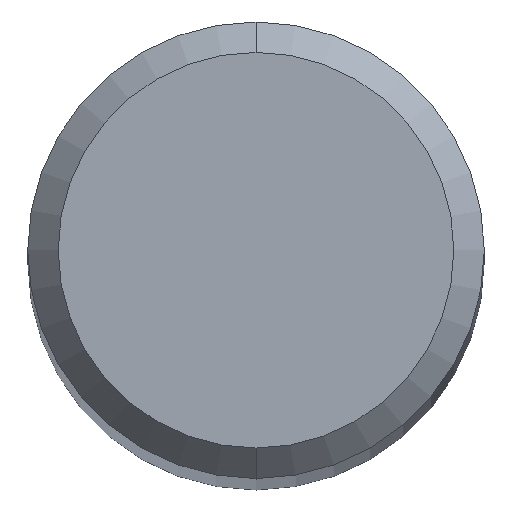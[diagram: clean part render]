
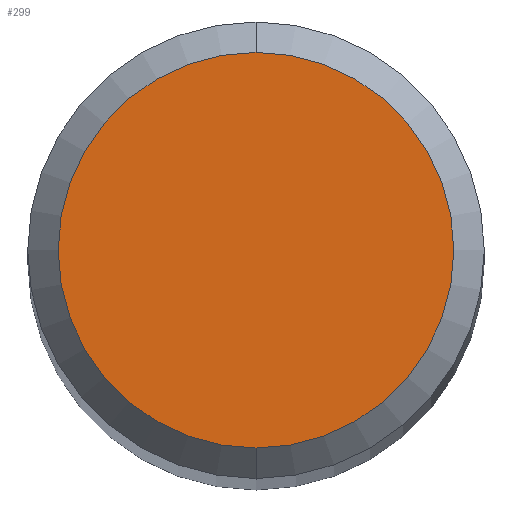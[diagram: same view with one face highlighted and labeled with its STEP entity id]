
A CAD part, top view. The second image highlights one B-rep face of the part: STEP entity #299.
In plain terms, the highlighted planar face has unit normal (0, 0, 1).
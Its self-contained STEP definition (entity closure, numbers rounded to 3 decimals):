
#299=ADVANCED_FACE('',(#850),#851,.T.);
#309=VERTEX_POINT('',#861);
#545=EDGE_CURVE('',#671,#309,#1120,.T.);
#571=EDGE_CURVE('',#309,#671,#1147,.T.);
#671=VERTEX_POINT('',#1256);
#850=FACE_OUTER_BOUND('',#1442,.T.);
#851=PLANE('',#1443);
#861=CARTESIAN_POINT('',(0.,-2.6,0.0));
#1120=CIRCLE('',#3375,2.6);
#1147=CIRCLE('',#3450,2.6);
#1256=CARTESIAN_POINT('',(0.0,2.6,0.0));
#1442=EDGE_LOOP('',(#5340,#5341));
#1443=AXIS2_PLACEMENT_3D('',#5342,#5343,#5344);
#3375=AXIS2_PLACEMENT_3D('',#5671,#5672,#5673);
#3450=AXIS2_PLACEMENT_3D('',#5697,#5698,#5699);
#5340=ORIENTED_EDGE('',*,*,#545,.F.);
#5341=ORIENTED_EDGE('',*,*,#571,.F.);
#5342=CARTESIAN_POINT('',(0.0,1.3,0.0));
#5343=DIRECTION('',(-0.0,0.0,1.0));
#5344=DIRECTION('',(0.0,-1.0,0.0));
#5671=CARTESIAN_POINT('',(0.0,0.0,0.0));
#5672=DIRECTION('',(0.0,0.0,-1.0));
#5673=DIRECTION('',(0.0,1.0,0.0));
#5697=CARTESIAN_POINT('',(0.0,0.0,0.0));
#5698=DIRECTION('',(0.0,0.0,-1.0));
#5699=DIRECTION('',(0.0,1.0,0.0));
